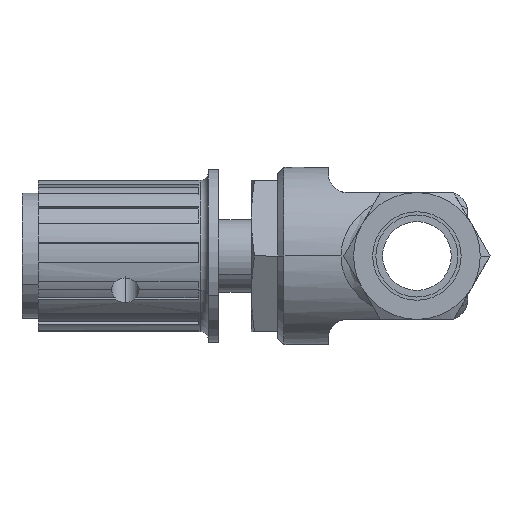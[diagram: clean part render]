
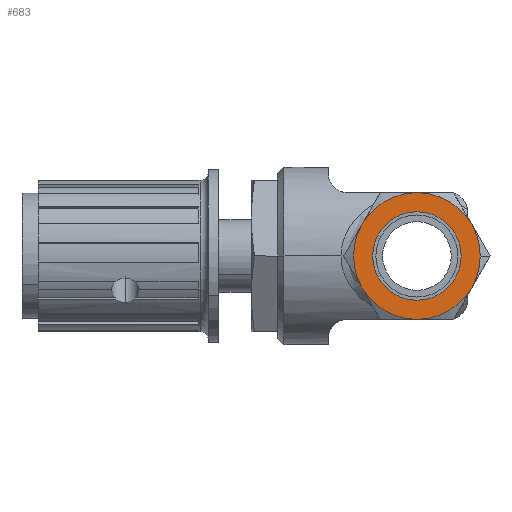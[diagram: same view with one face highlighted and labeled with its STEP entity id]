
A CAD part, left-side view. The second image highlights one B-rep face of the part: STEP entity #683.
In plain terms, the highlighted planar face has unit normal (-1, 0, 0).
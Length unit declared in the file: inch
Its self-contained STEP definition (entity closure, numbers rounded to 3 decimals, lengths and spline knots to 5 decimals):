
#6 = VECTOR ( 'NONE', #3400, 39.37008 ) ;
#110 = CIRCLE ( 'NONE', #2701, 0.31267 ) ;
#222 = AXIS2_PLACEMENT_3D ( 'NONE', #7667, #3501, #8372 ) ;
#531 = FACE_OUTER_BOUND ( 'NONE', #3510, .T. ) ;
#601 = CARTESIAN_POINT ( 'NONE',  ( -1.9033, -0.4375, 0. ) ) ;
#658 = ORIENTED_EDGE ( 'NONE', *, *, #6763, .F. ) ;
#683 = ADVANCED_FACE ( 'NONE', ( #531, #3861 ), #8256, .F. ) ;
#1052 = DIRECTION ( 'NONE',  ( 1., 0., 0. ) ) ;
#1291 = CARTESIAN_POINT ( 'NONE',  ( -1.9033, -0.42722, -0.3125 ) ) ;
#1324 = DIRECTION ( 'NONE',  ( 0., -1., 0. ) ) ;
#1325 = AXIS2_PLACEMENT_3D ( 'NONE', #5235, #1052, #5924 ) ;
#1459 = ORIENTED_EDGE ( 'NONE', *, *, #5988, .F. ) ;
#1541 = AXIS2_PLACEMENT_3D ( 'NONE', #601, #5504, #1324 ) ;
#1564 = VERTEX_POINT ( 'NONE', #4615 ) ;
#1577 = VECTOR ( 'NONE', #8410, 39.37008 ) ;
#1600 = AXIS2_PLACEMENT_3D ( 'NONE', #8204, #4038, #8924 ) ;
#1621 = EDGE_CURVE ( 'NONE', #9027, #7125, #4599, .T. ) ;
#1686 = LINE ( 'NONE', #7581, #6 ) ;
#1815 = ORIENTED_EDGE ( 'NONE', *, *, #5571, .F. ) ;
#1846 = CARTESIAN_POINT ( 'NONE',  ( -1.9033, -0.17201, 0.16515 ) ) ;
#1858 = CARTESIAN_POINT ( 'NONE',  ( -1.9033, -0.4375, 0. ) ) ;
#1903 = CARTESIAN_POINT ( 'NONE',  ( -1.9033, -0.17201, -0.16515 ) ) ;
#1972 = CIRCLE ( 'NONE', #1325, 0.31267 ) ;
#1985 = AXIS2_PLACEMENT_3D ( 'NONE', #8794, #3547, #8416 ) ;
#2078 = AXIS2_PLACEMENT_3D ( 'NONE', #4015, #8895, #4697 ) ;
#2104 = CIRCLE ( 'NONE', #1600, 0.31267 ) ;
#2123 = ORIENTED_EDGE ( 'NONE', *, *, #3215, .F. ) ;
#2260 = CARTESIAN_POINT ( 'NONE',  ( -1.9033, -0.71327, 0.14735 ) ) ;
#2434 = LINE ( 'NONE', #7725, #5899 ) ;
#2574 = DIRECTION ( 'NONE',  ( 0., -1., 0. ) ) ;
#2606 = AXIS2_PLACEMENT_3D ( 'NONE', #8345, #4166, #9060 ) ;
#2701 = AXIS2_PLACEMENT_3D ( 'NONE', #3777, #8653, #4476 ) ;
#2733 = CARTESIAN_POINT ( 'NONE',  ( -1.9033, -0.70299, -0.16515 ) ) ;
#2738 = CIRCLE ( 'NONE', #4035, 0.31267 ) ;
#2753 = EDGE_CURVE ( 'NONE', #4929, #8706, #2738, .T. ) ;
#2835 = CIRCLE ( 'NONE', #5833, 0.31267 ) ;
#2879 = VECTOR ( 'NONE', #4193, 39.37008 ) ;
#2985 = EDGE_CURVE ( 'NONE', #1564, #7321, #8422, .T. ) ;
#3084 = DIRECTION ( 'NONE',  ( 0., 0.5, 0.866 ) ) ;
#3215 = EDGE_CURVE ( 'NONE', #8888, #1564, #1972, .T. ) ;
#3328 = CARTESIAN_POINT ( 'NONE',  ( -1.9033, -0.4375, 0. ) ) ;
#3359 = VERTEX_POINT ( 'NONE', #1903 ) ;
#3400 = DIRECTION ( 'NONE',  ( 0., 1., 0. ) ) ;
#3429 = ORIENTED_EDGE ( 'NONE', *, *, #7263, .F. ) ;
#3445 = LINE ( 'NONE', #7713, #1577 ) ;
#3498 = VERTEX_POINT ( 'NONE', #4508 ) ;
#3499 = CARTESIAN_POINT ( 'NONE',  ( -1.9033, -0.79834, 0. ) ) ;
#3501 = DIRECTION ( 'NONE',  ( 1., 0., 0. ) ) ;
#3510 = EDGE_LOOP ( 'NONE', ( #6803, #658, #8259, #3429, #1459, #6961, #2123, #1815, #8630, #4653, #3850, #7540, #8497 ) ) ;
#3547 = DIRECTION ( 'NONE',  ( 1., 0., 0. ) ) ;
#3664 = EDGE_CURVE ( 'NONE', #5192, #3359, #2835, .T. ) ;
#3777 = CARTESIAN_POINT ( 'NONE',  ( -1.9033, -0.4375, 0. ) ) ;
#3850 = ORIENTED_EDGE ( 'NONE', *, *, #3664, .F. ) ;
#3861 = FACE_BOUND ( 'NONE', #7866, .T. ) ;
#3934 = EDGE_CURVE ( 'NONE', #3359, #3498, #5010, .T. ) ;
#3974 = ORIENTED_EDGE ( 'NONE', *, *, #8007, .T. ) ;
#4015 = CARTESIAN_POINT ( 'NONE',  ( -1.9033, -0.4375, 0. ) ) ;
#4033 = DIRECTION ( 'NONE',  ( 0., -1., 0. ) ) ;
#4035 = AXIS2_PLACEMENT_3D ( 'NONE', #3328, #8198, #4033 ) ;
#4038 = DIRECTION ( 'NONE',  ( 1., 0., 0. ) ) ;
#4166 = DIRECTION ( 'NONE',  ( 1., 0., 0. ) ) ;
#4193 = DIRECTION ( 'NONE',  ( 0., 0.5, -0.866 ) ) ;
#4476 = DIRECTION ( 'NONE',  ( 0., -1., 0. ) ) ;
#4508 = CARTESIAN_POINT ( 'NONE',  ( -1.9033, -0.16173, -0.14735 ) ) ;
#4599 = CIRCLE ( 'NONE', #2078, 0.31267 ) ;
#4615 = CARTESIAN_POINT ( 'NONE',  ( -1.9033, -0.42722, 0.3125 ) ) ;
#4653 = ORIENTED_EDGE ( 'NONE', *, *, #3934, .F. ) ;
#4697 = DIRECTION ( 'NONE',  ( 0., 0., -1. ) ) ;
#4929 = VERTEX_POINT ( 'NONE', #2260 ) ;
#5010 = LINE ( 'NONE', #7967, #6867 ) ;
#5192 = VERTEX_POINT ( 'NONE', #1291 ) ;
#5235 = CARTESIAN_POINT ( 'NONE',  ( -1.9033, -0.4375, 0. ) ) ;
#5453 = VERTEX_POINT ( 'NONE', #8254 ) ;
#5497 = VERTEX_POINT ( 'NONE', #6198 ) ;
#5504 = DIRECTION ( 'NONE',  ( 1., 0., 0. ) ) ;
#5571 = EDGE_CURVE ( 'NONE', #5757, #8888, #3445, .T. ) ;
#5757 = VERTEX_POINT ( 'NONE', #7296 ) ;
#5833 = AXIS2_PLACEMENT_3D ( 'NONE', #1858, #6750, #2574 ) ;
#5893 = CIRCLE ( 'NONE', #1541, 0.2185 ) ;
#5899 = VECTOR ( 'NONE', #8427, 39.37008 ) ;
#5909 = EDGE_CURVE ( 'NONE', #7125, #5192, #1686, .T. ) ;
#5924 = DIRECTION ( 'NONE',  ( 0., -1., 0. ) ) ;
#5988 = EDGE_CURVE ( 'NONE', #7321, #8826, #6807, .T. ) ;
#6198 = CARTESIAN_POINT ( 'NONE',  ( -1.9033, -0.219, 0. ) ) ;
#6320 = CARTESIAN_POINT ( 'NONE',  ( -1.9033, -0.25708, 0.3125 ) ) ;
#6557 = VECTOR ( 'NONE', #8454, 39.37008 ) ;
#6594 = EDGE_CURVE ( 'NONE', #5453, #9027, #8452, .T. ) ;
#6711 = CARTESIAN_POINT ( 'NONE',  ( -1.9033, -0.70299, 0.16515 ) ) ;
#6750 = DIRECTION ( 'NONE',  ( 1., 0., 0. ) ) ;
#6763 = EDGE_CURVE ( 'NONE', #8706, #5453, #110, .T. ) ;
#6803 = ORIENTED_EDGE ( 'NONE', *, *, #6594, .F. ) ;
#6807 = CIRCLE ( 'NONE', #222, 0.31267 ) ;
#6867 = VECTOR ( 'NONE', #3084, 39.37008 ) ;
#6891 = CARTESIAN_POINT ( 'NONE',  ( -1.9033, -0.656, 0. ) ) ;
#6940 = CARTESIAN_POINT ( 'NONE',  ( -1.9033, -0.75017, 0. ) ) ;
#6961 = ORIENTED_EDGE ( 'NONE', *, *, #2985, .F. ) ;
#7073 = EDGE_CURVE ( 'NONE', #3498, #5757, #2104, .T. ) ;
#7125 = VERTEX_POINT ( 'NONE', #7570 ) ;
#7263 = EDGE_CURVE ( 'NONE', #8826, #4929, #2434, .T. ) ;
#7296 = CARTESIAN_POINT ( 'NONE',  ( -1.9033, -0.16173, 0.14735 ) ) ;
#7321 = VERTEX_POINT ( 'NONE', #7464 ) ;
#7464 = CARTESIAN_POINT ( 'NONE',  ( -1.9033, -0.44778, 0.3125 ) ) ;
#7466 = VERTEX_POINT ( 'NONE', #6891 ) ;
#7540 = ORIENTED_EDGE ( 'NONE', *, *, #5909, .F. ) ;
#7570 = CARTESIAN_POINT ( 'NONE',  ( -1.9033, -0.44778, -0.3125 ) ) ;
#7581 = CARTESIAN_POINT ( 'NONE',  ( -1.9033, -0.61792, -0.3125 ) ) ;
#7667 = CARTESIAN_POINT ( 'NONE',  ( -1.9033, -0.4375, 0. ) ) ;
#7713 = CARTESIAN_POINT ( 'NONE',  ( -1.9033, -0.07666, 0. ) ) ;
#7725 = CARTESIAN_POINT ( 'NONE',  ( -1.9033, -0.61792, 0.3125 ) ) ;
#7866 = EDGE_LOOP ( 'NONE', ( #8461, #3974 ) ) ;
#7967 = CARTESIAN_POINT ( 'NONE',  ( -1.9033, -0.25708, -0.3125 ) ) ;
#8007 = EDGE_CURVE ( 'NONE', #5497, #7466, #5893, .T. ) ;
#8198 = DIRECTION ( 'NONE',  ( 1., 0., 0. ) ) ;
#8204 = CARTESIAN_POINT ( 'NONE',  ( -1.9033, -0.4375, 0. ) ) ;
#8254 = CARTESIAN_POINT ( 'NONE',  ( -1.9033, -0.71327, -0.14735 ) ) ;
#8256 = PLANE ( 'NONE',  #1985 ) ;
#8259 = ORIENTED_EDGE ( 'NONE', *, *, #2753, .F. ) ;
#8345 = CARTESIAN_POINT ( 'NONE',  ( -1.9033, -0.4375, 0. ) ) ;
#8372 = DIRECTION ( 'NONE',  ( 0., 0., -1. ) ) ;
#8410 = DIRECTION ( 'NONE',  ( 0., -0.5, 0.866 ) ) ;
#8416 = DIRECTION ( 'NONE',  ( 0., -1., 0. ) ) ;
#8422 = LINE ( 'NONE', #6320, #6557 ) ;
#8427 = DIRECTION ( 'NONE',  ( 0., -0.5, -0.866 ) ) ;
#8452 = LINE ( 'NONE', #3499, #2879 ) ;
#8454 = DIRECTION ( 'NONE',  ( 0., -1., 0. ) ) ;
#8461 = ORIENTED_EDGE ( 'NONE', *, *, #8708, .T. ) ;
#8497 = ORIENTED_EDGE ( 'NONE', *, *, #1621, .F. ) ;
#8630 = ORIENTED_EDGE ( 'NONE', *, *, #7073, .F. ) ;
#8653 = DIRECTION ( 'NONE',  ( 1., 0., 0. ) ) ;
#8706 = VERTEX_POINT ( 'NONE', #6940 ) ;
#8708 = EDGE_CURVE ( 'NONE', #7466, #5497, #9094, .T. ) ;
#8794 = CARTESIAN_POINT ( 'NONE',  ( -1.9033, -0.07666, 0. ) ) ;
#8826 = VERTEX_POINT ( 'NONE', #6711 ) ;
#8888 = VERTEX_POINT ( 'NONE', #1846 ) ;
#8895 = DIRECTION ( 'NONE',  ( 1., 0., 0. ) ) ;
#8924 = DIRECTION ( 'NONE',  ( 0., -1., 0. ) ) ;
#9027 = VERTEX_POINT ( 'NONE', #2733 ) ;
#9060 = DIRECTION ( 'NONE',  ( 0., -1., 0. ) ) ;
#9094 = CIRCLE ( 'NONE', #2606, 0.2185 ) ;
